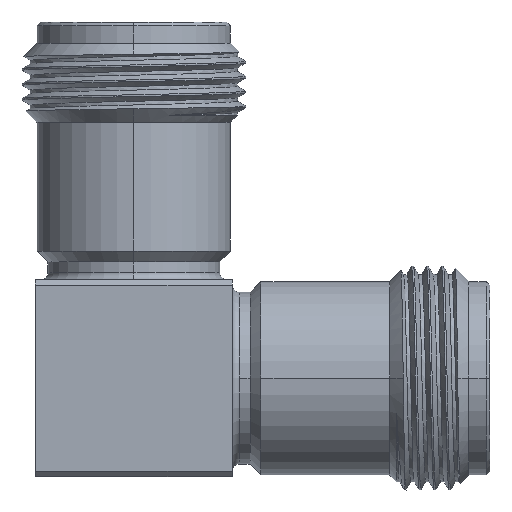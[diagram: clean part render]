
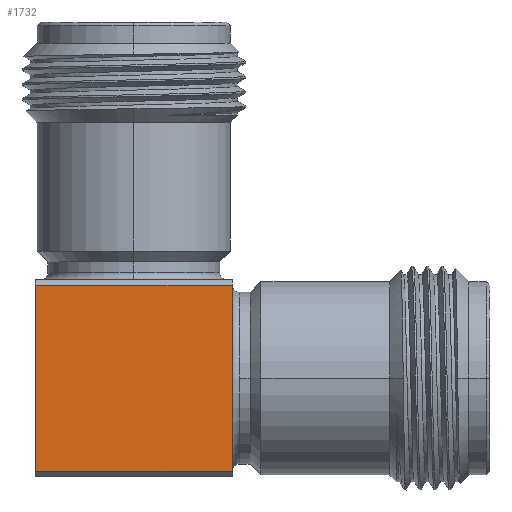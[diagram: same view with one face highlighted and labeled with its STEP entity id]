
A CAD part, left-side view. The second image highlights one B-rep face of the part: STEP entity #1732.
In plain terms, the highlighted planar face has unit normal (-1, 0, 0).
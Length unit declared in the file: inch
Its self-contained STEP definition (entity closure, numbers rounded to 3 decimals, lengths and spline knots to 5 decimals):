
#151 = LINE ( 'NONE', #1055, #7707 ) ;
#303 = AXIS2_PLACEMENT_3D ( 'NONE', #8577, #5451, #6703 ) ;
#1055 = CARTESIAN_POINT ( 'NONE',  ( -0.275, -0.275, -0.26 ) ) ;
#1536 = VECTOR ( 'NONE', #4693, 39.37008 ) ;
#1732 = ADVANCED_FACE ( 'NONE', ( #4676 ), #2045, .F. ) ;
#1897 = EDGE_CURVE ( 'NONE', #3760, #7686, #4993, .T. ) ;
#2045 = PLANE ( 'NONE',  #303 ) ;
#2567 = EDGE_CURVE ( 'NONE', #4841, #5034, #6812, .T. ) ;
#2946 = DIRECTION ( 'NONE',  ( 0., 0., -1. ) ) ;
#3409 = LINE ( 'NONE', #7307, #1536 ) ;
#3503 = CARTESIAN_POINT ( 'NONE',  ( -0.275, 0.275, 0.26 ) ) ;
#3603 = VECTOR ( 'NONE', #2946, 39.37008 ) ;
#3604 = EDGE_CURVE ( 'NONE', #5034, #7686, #151, .T. ) ;
#3622 = DIRECTION ( 'NONE',  ( 0., -1., 0. ) ) ;
#3722 = DIRECTION ( 'NONE',  ( 0., 0., -1. ) ) ;
#3760 = VERTEX_POINT ( 'NONE', #8282 ) ;
#4486 = ORIENTED_EDGE ( 'NONE', *, *, #3604, .T. ) ;
#4676 = FACE_OUTER_BOUND ( 'NONE', #6510, .T. ) ;
#4693 = DIRECTION ( 'NONE',  ( 0., 1., 0. ) ) ;
#4841 = VERTEX_POINT ( 'NONE', #3503 ) ;
#4993 = LINE ( 'NONE', #7011, #7427 ) ;
#5017 = ORIENTED_EDGE ( 'NONE', *, *, #7187, .T. ) ;
#5034 = VERTEX_POINT ( 'NONE', #6884 ) ;
#5451 = DIRECTION ( 'NONE',  ( 1., 0., 0. ) ) ;
#5751 = ORIENTED_EDGE ( 'NONE', *, *, #2567, .T. ) ;
#6043 = CARTESIAN_POINT ( 'NONE',  ( -0.275, -0.275, -0.26 ) ) ;
#6510 = EDGE_LOOP ( 'NONE', ( #6782, #5017, #5751, #4486 ) ) ;
#6703 = DIRECTION ( 'NONE',  ( 0., 0., -1. ) ) ;
#6782 = ORIENTED_EDGE ( 'NONE', *, *, #1897, .F. ) ;
#6812 = LINE ( 'NONE', #7558, #3603 ) ;
#6884 = CARTESIAN_POINT ( 'NONE',  ( -0.275, 0.275, -0.26 ) ) ;
#7011 = CARTESIAN_POINT ( 'NONE',  ( -0.275, -0.275, 0.275 ) ) ;
#7187 = EDGE_CURVE ( 'NONE', #3760, #4841, #3409, .T. ) ;
#7307 = CARTESIAN_POINT ( 'NONE',  ( -0.275, -0.275, 0.26 ) ) ;
#7427 = VECTOR ( 'NONE', #3722, 39.37008 ) ;
#7558 = CARTESIAN_POINT ( 'NONE',  ( -0.275, 0.275, 0.275 ) ) ;
#7686 = VERTEX_POINT ( 'NONE', #6043 ) ;
#7707 = VECTOR ( 'NONE', #3622, 39.37008 ) ;
#8282 = CARTESIAN_POINT ( 'NONE',  ( -0.275, -0.275, 0.26 ) ) ;
#8577 = CARTESIAN_POINT ( 'NONE',  ( -0.275, -0.275, 0.275 ) ) ;
